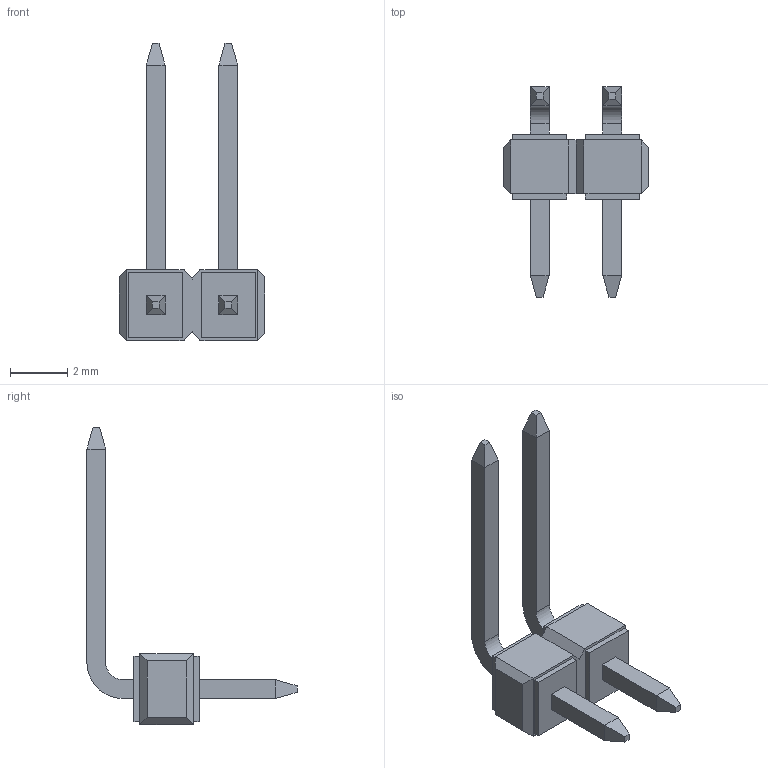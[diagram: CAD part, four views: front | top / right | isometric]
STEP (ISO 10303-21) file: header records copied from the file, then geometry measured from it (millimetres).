
FILE_DESCRIPTION((''),'2;1');
FILE_NAME('022286020','2015-04-23T',('ME'),(''),'PRO/ENGINEER BY PARAMETRIC TECHNOLOGY CORPORATION, 2011490','PRO/ENGINEER BY PARAMETRIC TECHNOLOGY CORPORATION, 2011490','');
FILE_SCHEMA(('CONFIG_CONTROL_DESIGN'));
Length unit declared in the file: inch
Products named in the file (1): 022286020
Bounding box: 5.08 x 7.37 x 10.41 mm (x, y, z)
Volume: 37.6 mm3; surface area: 126 mm2
Topology: 1 solids, 1 shells, 84 faces, 198 edges, 124 vertices
Faces by surface type: plane 80, cylinder 4
Entity records: 2382 total; most frequent: CARTESIAN_POINT 407, ORIENTED_EDGE 396, DIRECTION 376, EDGE_CURVE 198, VECTOR 190, LINE 190, VERTEX_POINT 124, AXIS2_PLACEMENT_3D 93
